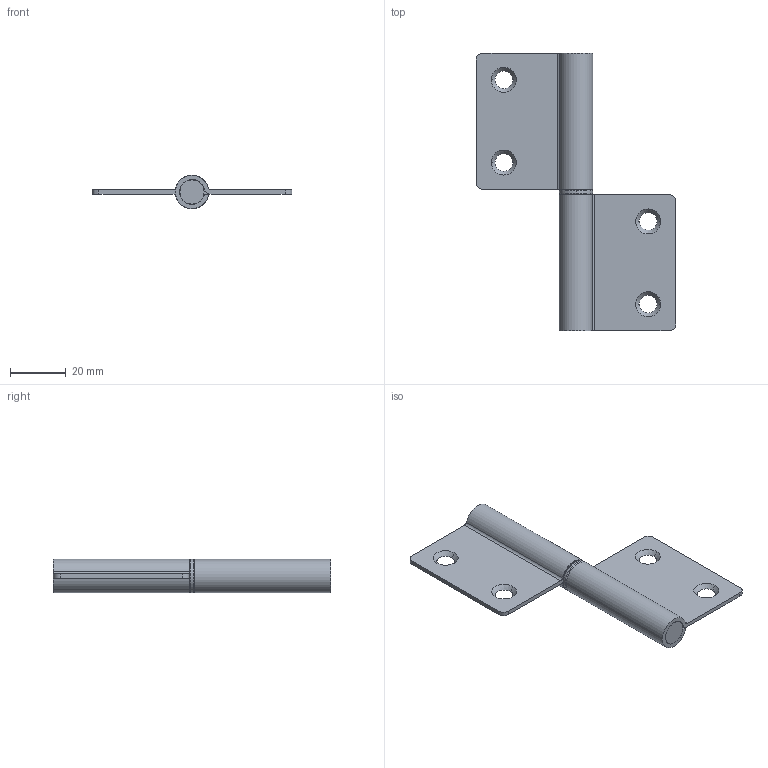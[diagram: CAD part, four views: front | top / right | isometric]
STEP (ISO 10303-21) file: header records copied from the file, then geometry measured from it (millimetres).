
FILE_DESCRIPTION(/* description */ (''),/* implementation_level */ '2;1');
FILE_NAME(/* name */ 'JL021',/* time_stamp */ '2024-09-02T16:28:06+08:00',/* author */ (''),/* organization */ (''),/* preprocessor_version */ 'ST-DEVELOPER v19.2',/* originating_system */ 'Rhino 8.5',/* authorisation */ '');
FILE_SCHEMA (('CONFIG_CONTROL_DESIGN'));
Length unit declared in the file: millimetre
Products named in the file (1): Document
Bounding box: 72 x 100 x 12 mm (x, y, z)
Volume: 15006.8 mm3; surface area: 15806.2 mm2
Topology: 4 solids, 4 shells, 44 faces, 104 edges, 68 vertices
Faces by surface type: cylinder 16, plane 16, bspline 12
Entity records: 1630 total; most frequent: CARTESIAN_POINT 602, ORIENTED_EDGE 208, DIRECTION 148, EDGE_CURVE 104, AXIS2_PLACEMENT_3D 90, VERTEX_POINT 68, TRIMMED_CURVE 56, CIRCLE 56
